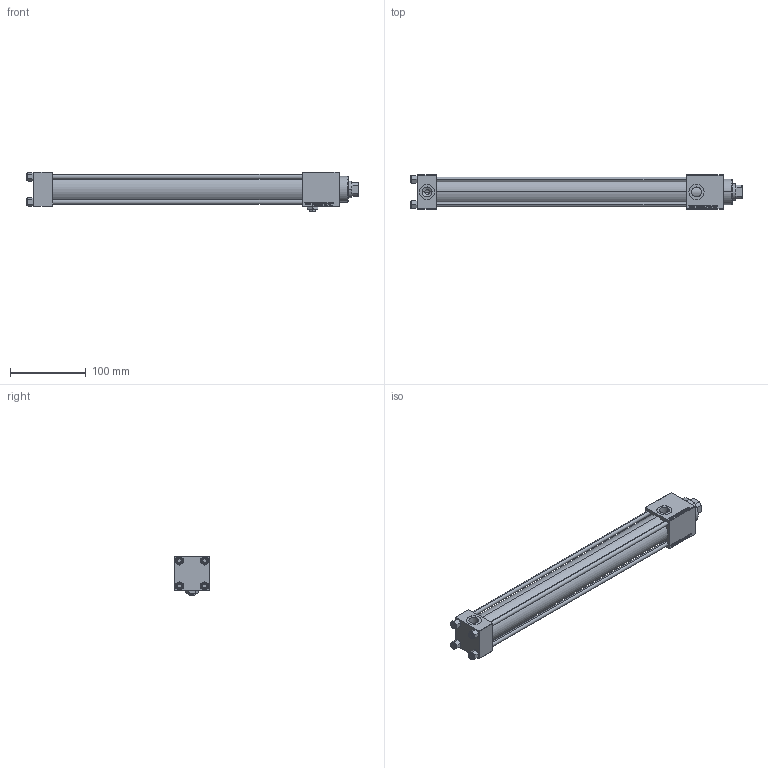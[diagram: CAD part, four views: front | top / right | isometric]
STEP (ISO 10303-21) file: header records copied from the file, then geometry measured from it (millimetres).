
FILE_DESCRIPTION (( 'STEP AP203' ), '1' );
FILE_NAME ('3713.STEP', '2025-10-08T11:17:25', ( '' ), ( '' ), 'SwSTEP 2.0', 'SolidWorks 2019', '' );
FILE_SCHEMA (( 'CONFIG_CONTROL_DESIGN' ));
Length unit declared in the file: millimetre
Products named in the file (7): Zatka_pro_OIL_PORT ba050a176734e9bab547f3436b46eb75; 3713; V215CR_C_TYCINKA ba050a176734e9bab547f3436b46eb75; V215CR_C_Body ba050a176734e9bab547f3436b46eb75; NUT_M5_C ba050a176734e9bab547f3436b46eb75; V215CR_VCP_C ba050a176734e9bab547f3436b46eb75; V215_VC_A ba050a176734e9bab547f3436b46eb75
Assembly tree (12 placements, depth 2):
  3713
    V215CR_C_Body ba050a176734e9bab547f3436b46eb75
    V215CR_VCP_C ba050a176734e9bab547f3436b46eb75
    NUT_M5_C ba050a176734e9bab547f3436b46eb75  x4
    V215CR_C_TYCINKA ba050a176734e9bab547f3436b46eb75  x4
    V215_VC_A ba050a176734e9bab547f3436b46eb75
    Zatka_pro_OIL_PORT ba050a176734e9bab547f3436b46eb75
Bounding box: 438 x 45 x 52 mm (x, y, z)
Volume: 439622.3 mm3; surface area: 174102.6 mm2
Topology: 12 solids, 12 shells, 1195 faces, 2987 edges, 1933 vertices
Faces by surface type: plane 549, bspline 392, cone 156, cylinder 90, torus 8
Entity records: 51883 total; most frequent: CARTESIAN_POINT 27660, ORIENTED_EDGE 5466, DIRECTION 3489, EDGE_CURVE 2733, VERTEX_POINT 1789, LINE 1631, VECTOR 1631, EDGE_LOOP 1206
